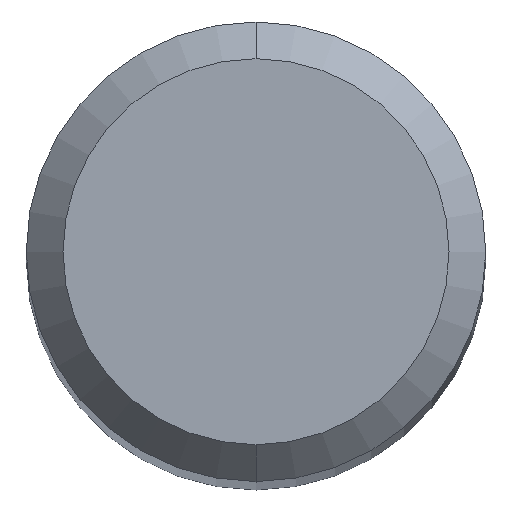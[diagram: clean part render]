
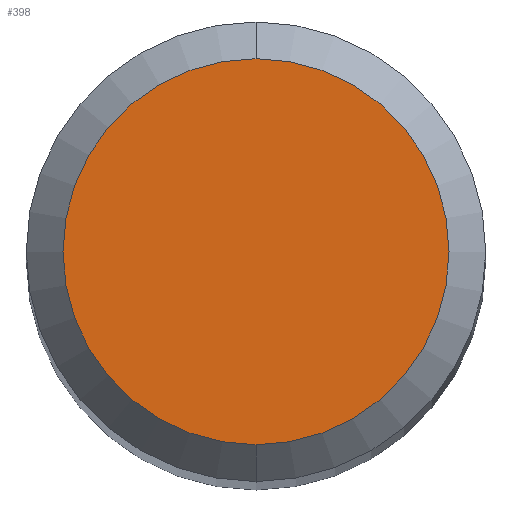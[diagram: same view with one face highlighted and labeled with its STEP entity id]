
A CAD part, top view. The second image highlights one B-rep face of the part: STEP entity #398.
In plain terms, the highlighted planar face has unit normal (0, 0, 1).
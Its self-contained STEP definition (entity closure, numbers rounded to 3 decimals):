
#188=EDGE_CURVE('',#252,#414,#489,.T.);
#196=EDGE_CURVE('',#414,#252,#498,.T.);
#252=VERTEX_POINT('',#558);
#398=ADVANCED_FACE('',(#720),#721,.T.);
#414=VERTEX_POINT('',#740);
#489=CIRCLE('',#859,2.1);
#498=CIRCLE('',#877,2.1);
#558=CARTESIAN_POINT('',(0.0,2.1,0.0));
#720=FACE_OUTER_BOUND('',#1302,.T.);
#721=PLANE('',#1303);
#740=CARTESIAN_POINT('',(0.,-2.1,0.0));
#859=AXIS2_PLACEMENT_3D('',#1425,#1426,#1427);
#877=AXIS2_PLACEMENT_3D('',#1437,#1438,#1439);
#1302=EDGE_LOOP('',(#1668,#1669));
#1303=AXIS2_PLACEMENT_3D('',#1670,#1671,#1672);
#1425=CARTESIAN_POINT('',(0.0,0.0,0.0));
#1426=DIRECTION('',(0.0,0.0,-1.0));
#1427=DIRECTION('',(0.0,1.0,0.0));
#1437=CARTESIAN_POINT('',(0.0,0.0,0.0));
#1438=DIRECTION('',(0.0,0.0,-1.0));
#1439=DIRECTION('',(0.0,1.0,0.0));
#1668=ORIENTED_EDGE('',*,*,#188,.F.);
#1669=ORIENTED_EDGE('',*,*,#196,.F.);
#1670=CARTESIAN_POINT('',(0.0,1.05,0.0));
#1671=DIRECTION('',(-0.0,0.0,1.0));
#1672=DIRECTION('',(0.0,-1.0,0.0));
